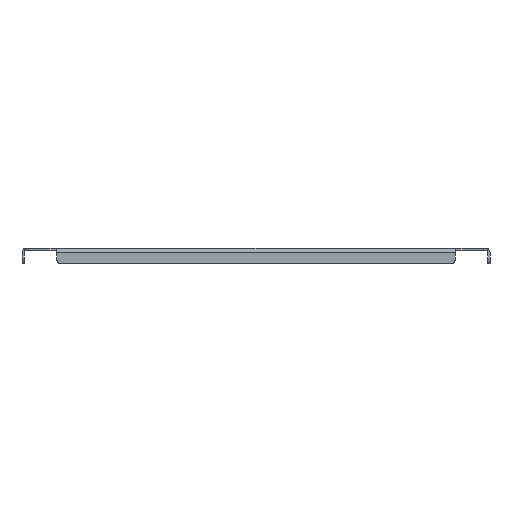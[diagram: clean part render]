
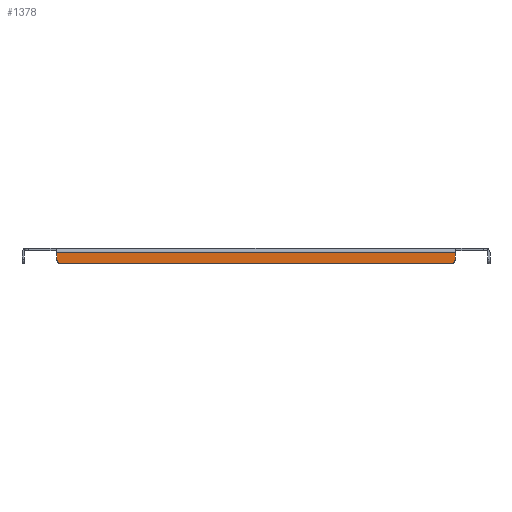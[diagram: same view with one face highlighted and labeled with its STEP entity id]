
A CAD part, front view. The second image highlights one B-rep face of the part: STEP entity #1378.
In plain terms, the highlighted planar face has unit normal (0, -1, 0).
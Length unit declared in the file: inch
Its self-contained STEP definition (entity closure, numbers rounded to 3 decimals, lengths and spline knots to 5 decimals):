
#21 = CARTESIAN_POINT ( 'NONE',  ( -11.21875, -19.46875, -0.625 ) ) ;
#64 = VERTEX_POINT ( 'NONE', #366 ) ;
#125 = ORIENTED_EDGE ( 'NONE', *, *, #2748, .T. ) ;
#214 = CIRCLE ( 'NONE', #656, 0.25 ) ;
#218 = VECTOR ( 'NONE', #2668, 39.37008 ) ;
#264 = VERTEX_POINT ( 'NONE', #1011 ) ;
#302 = EDGE_LOOP ( 'NONE', ( #791, #125, #1776, #1382, #2204, #2696 ) ) ;
#332 = CARTESIAN_POINT ( 'NONE',  ( 11.46875, -19.46875, -0.237 ) ) ;
#366 = CARTESIAN_POINT ( 'NONE',  ( 11.46875, -19.46875, -0.625 ) ) ;
#656 = AXIS2_PLACEMENT_3D ( 'NONE', #21, #2264, #745 ) ;
#683 = AXIS2_PLACEMENT_3D ( 'NONE', #1380, #2732, #1457 ) ;
#687 = VERTEX_POINT ( 'NONE', #1277 ) ;
#745 = DIRECTION ( 'NONE',  ( 0., 0., -1. ) ) ;
#791 = ORIENTED_EDGE ( 'NONE', *, *, #2233, .T. ) ;
#864 = CARTESIAN_POINT ( 'NONE',  ( 11.46875, -19.46875, 0. ) ) ;
#866 = CARTESIAN_POINT ( 'NONE',  ( -11.46875, -19.46875, -0.625 ) ) ;
#936 = EDGE_CURVE ( 'NONE', #64, #264, #1879, .T. ) ;
#987 = CARTESIAN_POINT ( 'NONE',  ( -13.34375, -19.46875, -0.875 ) ) ;
#1011 = CARTESIAN_POINT ( 'NONE',  ( 11.46875, -19.46875, -0.237 ) ) ;
#1059 = CARTESIAN_POINT ( 'NONE',  ( -11.46875, -19.46875, 0. ) ) ;
#1060 = VECTOR ( 'NONE', #2787, 39.37008 ) ;
#1092 = VECTOR ( 'NONE', #2030, 39.37008 ) ;
#1277 = CARTESIAN_POINT ( 'NONE',  ( -11.46875, -19.46875, -0.237 ) ) ;
#1290 = EDGE_CURVE ( 'NONE', #687, #264, #2648, .T. ) ;
#1378 = ADVANCED_FACE ( 'NONE', ( #1944 ), #1438, .T. ) ;
#1380 = CARTESIAN_POINT ( 'NONE',  ( 11.21875, -19.46875, -0.625 ) ) ;
#1382 = ORIENTED_EDGE ( 'NONE', *, *, #2069, .T. ) ;
#1438 = PLANE ( 'NONE',  #2003 ) ;
#1457 = DIRECTION ( 'NONE',  ( 0., 0., -1. ) ) ;
#1734 = CARTESIAN_POINT ( 'NONE',  ( 11.21875, -19.46875, -0.875 ) ) ;
#1741 = VECTOR ( 'NONE', #2397, 39.37008 ) ;
#1749 = VERTEX_POINT ( 'NONE', #2454 ) ;
#1776 = ORIENTED_EDGE ( 'NONE', *, *, #2766, .T. ) ;
#1879 = LINE ( 'NONE', #864, #218 ) ;
#1909 = DIRECTION ( 'NONE',  ( 0., 0., -1. ) ) ;
#1944 = FACE_OUTER_BOUND ( 'NONE', #302, .T. ) ;
#2003 = AXIS2_PLACEMENT_3D ( 'NONE', #3243, #2207, #1909 ) ;
#2004 = VERTEX_POINT ( 'NONE', #866 ) ;
#2030 = DIRECTION ( 'NONE',  ( 1., 0., 0. ) ) ;
#2069 = EDGE_CURVE ( 'NONE', #2642, #64, #2720, .T. ) ;
#2204 = ORIENTED_EDGE ( 'NONE', *, *, #936, .T. ) ;
#2207 = DIRECTION ( 'NONE',  ( 0., -1., 0. ) ) ;
#2233 = EDGE_CURVE ( 'NONE', #687, #2004, #2821, .T. ) ;
#2264 = DIRECTION ( 'NONE',  ( 0., -1., 0. ) ) ;
#2282 = LINE ( 'NONE', #987, #1092 ) ;
#2397 = DIRECTION ( 'NONE',  ( 1., 0., 0. ) ) ;
#2454 = CARTESIAN_POINT ( 'NONE',  ( -11.21875, -19.46875, -0.875 ) ) ;
#2642 = VERTEX_POINT ( 'NONE', #1734 ) ;
#2648 = LINE ( 'NONE', #332, #1741 ) ;
#2668 = DIRECTION ( 'NONE',  ( 0., 0., 1. ) ) ;
#2696 = ORIENTED_EDGE ( 'NONE', *, *, #1290, .F. ) ;
#2720 = CIRCLE ( 'NONE', #683, 0.25 ) ;
#2732 = DIRECTION ( 'NONE',  ( 0., -1., 0. ) ) ;
#2748 = EDGE_CURVE ( 'NONE', #2004, #1749, #214, .T. ) ;
#2766 = EDGE_CURVE ( 'NONE', #1749, #2642, #2282, .T. ) ;
#2787 = DIRECTION ( 'NONE',  ( 0., 0., -1. ) ) ;
#2821 = LINE ( 'NONE', #1059, #1060 ) ;
#3243 = CARTESIAN_POINT ( 'NONE',  ( -13.34375, -19.46875, 0. ) ) ;
